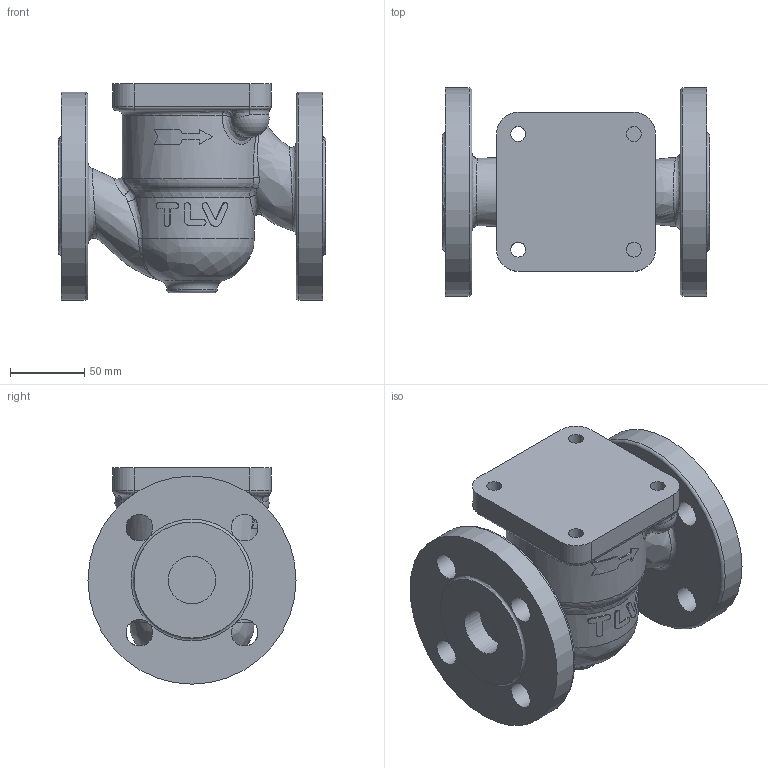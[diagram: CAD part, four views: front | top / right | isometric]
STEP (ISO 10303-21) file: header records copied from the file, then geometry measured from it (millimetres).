
FILE_DESCRIPTION(/* description */ (''),/* implementation_level */ '2;1');
FILE_NAME(/* name */ 'rct16-032-e0025-00.stp',/* time_stamp */ '2018-11-13T07:23:23+09:00',/* author */ ('nakaot'),/* organization */ (''),/* preprocessor_version */ 'ST-DEVELOPER v15.6',/* originating_system */ 'Autodesk Inventor 2015',/* authorisation */ '');
FILE_SCHEMA (('CONFIG_CONTROL_DESIGN'));
Length unit declared in the file: millimetre
Products named in the file (1): rct16-032-e0025-00
Bounding box: 180 x 140 x 145.5 mm (x, y, z)
Volume: 1507826.5 mm3; surface area: 146018.5 mm2
Topology: 1 solids, 1 shells, 144 faces, 378 edges, 232 vertices
Faces by surface type: bspline 52, plane 34, cylinder 31, torus 24, sphere 2, cone 1
Full cylindrical faces by diameter (mm): 10.106 x4, 18 x8, 32 x2, 34 x1, 140 x2
Entity records: 6974 total; most frequent: CARTESIAN_POINT 3882, ORIENTED_EDGE 660, DIRECTION 551, EDGE_CURVE 330, AXIS2_PLACEMENT_3D 242, VERTEX_POINT 215, EDGE_LOOP 191, CIRCLE 149
